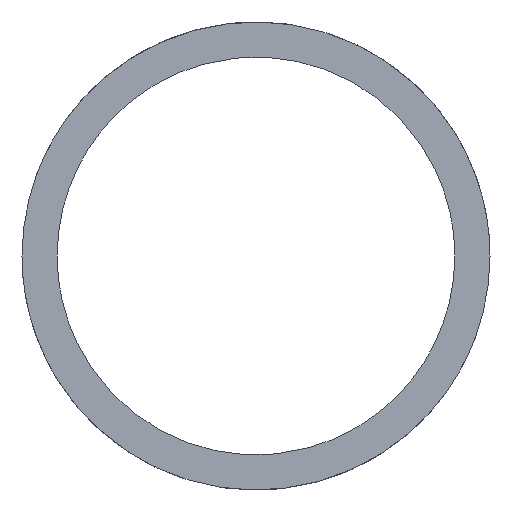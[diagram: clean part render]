
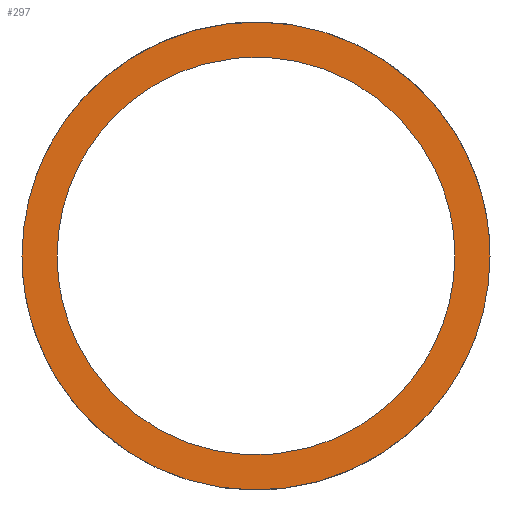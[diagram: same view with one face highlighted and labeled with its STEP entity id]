
A CAD part, front view. The second image highlights one B-rep face of the part: STEP entity #297.
In plain terms, the highlighted planar face has unit normal (0.707, -0.707, 0.006).
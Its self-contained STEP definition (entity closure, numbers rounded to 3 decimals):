
#63=CARTESIAN_POINT('Vertex',(-2293.465,-198.436,-62.)) ;
#112=CARTESIAN_POINT('Vertex',(-2276.465,-181.437,-62.)) ;
#116=CARTESIAN_POINT('Control Point',(-2293.465,-198.436,-62.)) ;
#117=CARTESIAN_POINT('Control Point',(-2293.465,-198.43,-61.178)) ;
#118=CARTESIAN_POINT('Control Point',(-2293.365,-198.324,-60.356)) ;
#119=CARTESIAN_POINT('Control Point',(-2293.167,-198.119,-59.569)) ;
#120=CARTESIAN_POINT('Control Point',(-2292.718,-197.661,-58.384)) ;
#121=CARTESIAN_POINT('Control Point',(-2292.109,-197.043,-57.361)) ;
#122=CARTESIAN_POINT('Control Point',(-2291.854,-196.786,-56.993)) ;
#123=CARTESIAN_POINT('Control Point',(-2291.088,-196.012,-56.023)) ;
#124=CARTESIAN_POINT('Control Point',(-2290.212,-195.13,-55.251)) ;
#125=CARTESIAN_POINT('Control Point',(-2289.614,-194.529,-54.831)) ;
#126=CARTESIAN_POINT('Control Point',(-2288.24,-193.148,-54.061)) ;
#127=CARTESIAN_POINT('Control Point',(-2286.789,-191.694,-53.637)) ;
#128=CARTESIAN_POINT('Control Point',(-2285.98,-190.884,-53.503)) ;
#129=CARTESIAN_POINT('Control Point',(-2283.931,-188.835,-53.405)) ;
#130=CARTESIAN_POINT('Control Point',(-2281.902,-186.81,-53.922)) ;
#131=CARTESIAN_POINT('Control Point',(-2280.716,-185.628,-54.46)) ;
#132=CARTESIAN_POINT('Control Point',(-2279.215,-184.135,-55.522)) ;
#133=CARTESIAN_POINT('Control Point',(-2277.998,-182.931,-57.093)) ;
#134=CARTESIAN_POINT('Control Point',(-2277.716,-182.653,-57.516)) ;
#135=CARTESIAN_POINT('Control Point',(-2277.129,-182.074,-58.564)) ;
#136=CARTESIAN_POINT('Control Point',(-2276.714,-181.668,-59.77)) ;
#137=CARTESIAN_POINT('Control Point',(-2276.548,-181.508,-60.497)) ;
#138=CARTESIAN_POINT('Control Point',(-2276.465,-181.431,-61.249)) ;
#139=CARTESIAN_POINT('Control Point',(-2276.465,-181.437,-62.)) ;
#182=CARTESIAN_POINT('Control Point',(-2276.465,-181.437,-62.)) ;
#183=CARTESIAN_POINT('Control Point',(-2276.465,-181.443,-62.822)) ;
#184=CARTESIAN_POINT('Control Point',(-2276.564,-181.549,-63.644)) ;
#185=CARTESIAN_POINT('Control Point',(-2276.763,-181.754,-64.431)) ;
#186=CARTESIAN_POINT('Control Point',(-2277.211,-182.212,-65.616)) ;
#187=CARTESIAN_POINT('Control Point',(-2277.821,-182.829,-66.639)) ;
#188=CARTESIAN_POINT('Control Point',(-2278.075,-183.087,-67.007)) ;
#189=CARTESIAN_POINT('Control Point',(-2278.841,-183.86,-67.977)) ;
#190=CARTESIAN_POINT('Control Point',(-2279.718,-184.743,-68.749)) ;
#191=CARTESIAN_POINT('Control Point',(-2280.315,-185.344,-69.169)) ;
#192=CARTESIAN_POINT('Control Point',(-2281.69,-186.724,-69.939)) ;
#193=CARTESIAN_POINT('Control Point',(-2283.141,-188.179,-70.363)) ;
#194=CARTESIAN_POINT('Control Point',(-2283.95,-188.989,-70.497)) ;
#195=CARTESIAN_POINT('Control Point',(-2285.998,-191.038,-70.595)) ;
#196=CARTESIAN_POINT('Control Point',(-2288.027,-193.063,-70.078)) ;
#197=CARTESIAN_POINT('Control Point',(-2289.214,-194.245,-69.54)) ;
#198=CARTESIAN_POINT('Control Point',(-2290.715,-195.738,-68.478)) ;
#199=CARTESIAN_POINT('Control Point',(-2291.932,-196.942,-66.907)) ;
#200=CARTESIAN_POINT('Control Point',(-2292.213,-197.22,-66.484)) ;
#201=CARTESIAN_POINT('Control Point',(-2292.8,-197.799,-65.436)) ;
#202=CARTESIAN_POINT('Control Point',(-2293.215,-198.204,-64.23)) ;
#203=CARTESIAN_POINT('Control Point',(-2293.382,-198.365,-63.503)) ;
#204=CARTESIAN_POINT('Control Point',(-2293.465,-198.442,-62.751)) ;
#205=CARTESIAN_POINT('Control Point',(-2293.465,-198.436,-62.)) ;
#216=CARTESIAN_POINT('Axis2P3D Location',(-2284.965,-189.936,-61.999)) ;
#222=CARTESIAN_POINT('Control Point',(-2294.965,-199.936,-62.)) ;
#223=CARTESIAN_POINT('Control Point',(-2294.965,-199.931,-61.363)) ;
#224=CARTESIAN_POINT('Control Point',(-2294.914,-199.875,-60.726)) ;
#225=CARTESIAN_POINT('Control Point',(-2294.813,-199.769,-60.101)) ;
#226=CARTESIAN_POINT('Control Point',(-2294.547,-199.494,-59.009)) ;
#227=CARTESIAN_POINT('Control Point',(-2294.15,-199.089,-58.002)) ;
#228=CARTESIAN_POINT('Control Point',(-2293.949,-198.885,-57.571)) ;
#229=CARTESIAN_POINT('Control Point',(-2293.187,-198.112,-56.158)) ;
#230=CARTESIAN_POINT('Control Point',(-2292.219,-197.135,-54.998)) ;
#231=CARTESIAN_POINT('Control Point',(-2291.464,-196.374,-54.304)) ;
#232=CARTESIAN_POINT('Control Point',(-2289.907,-194.809,-53.184)) ;
#233=CARTESIAN_POINT('Control Point',(-2288.231,-193.127,-52.488)) ;
#234=CARTESIAN_POINT('Control Point',(-2287.397,-192.291,-52.244)) ;
#235=CARTESIAN_POINT('Control Point',(-2285.639,-190.53,-51.924)) ;
#236=CARTESIAN_POINT('Control Point',(-2283.864,-188.756,-51.997)) ;
#237=CARTESIAN_POINT('Control Point',(-2282.945,-187.839,-52.14)) ;
#238=CARTESIAN_POINT('Control Point',(-2281.315,-186.212,-52.59)) ;
#239=CARTESIAN_POINT('Control Point',(-2279.76,-184.664,-53.408)) ;
#240=CARTESIAN_POINT('Control Point',(-2279.091,-183.998,-53.846)) ;
#241=CARTESIAN_POINT('Control Point',(-2278.052,-182.966,-54.689)) ;
#242=CARTESIAN_POINT('Control Point',(-2277.126,-182.048,-55.755)) ;
#243=CARTESIAN_POINT('Control Point',(-2276.79,-181.715,-56.199)) ;
#244=CARTESIAN_POINT('Control Point',(-2276.214,-181.147,-57.084)) ;
#245=CARTESIAN_POINT('Control Point',(-2275.743,-180.684,-58.082)) ;
#246=CARTESIAN_POINT('Control Point',(-2275.552,-180.496,-58.564)) ;
#247=CARTESIAN_POINT('Control Point',(-2275.245,-180.197,-59.517)) ;
#248=CARTESIAN_POINT('Control Point',(-2275.056,-180.016,-60.528)) ;
#249=CARTESIAN_POINT('Control Point',(-2274.995,-179.959,-61.015)) ;
#250=CARTESIAN_POINT('Control Point',(-2274.965,-179.933,-61.508)) ;
#251=CARTESIAN_POINT('Control Point',(-2274.965,-179.937,-62.)) ;
#252=CARTESIAN_POINT('Vertex',(-2294.965,-199.936,-62.)) ;
#254=CARTESIAN_POINT('Vertex',(-2274.965,-179.937,-62.)) ;
#258=CARTESIAN_POINT('Control Point',(-2274.965,-179.937,-62.)) ;
#259=CARTESIAN_POINT('Control Point',(-2274.965,-179.942,-62.637)) ;
#260=CARTESIAN_POINT('Control Point',(-2275.015,-179.997,-63.274)) ;
#261=CARTESIAN_POINT('Control Point',(-2275.117,-180.104,-63.899)) ;
#262=CARTESIAN_POINT('Control Point',(-2275.383,-180.378,-64.991)) ;
#263=CARTESIAN_POINT('Control Point',(-2275.78,-180.783,-65.998)) ;
#264=CARTESIAN_POINT('Control Point',(-2275.981,-180.988,-66.429)) ;
#265=CARTESIAN_POINT('Control Point',(-2276.742,-181.76,-67.842)) ;
#266=CARTESIAN_POINT('Control Point',(-2277.71,-182.738,-69.002)) ;
#267=CARTESIAN_POINT('Control Point',(-2278.466,-183.498,-69.696)) ;
#268=CARTESIAN_POINT('Control Point',(-2280.022,-185.064,-70.816)) ;
#269=CARTESIAN_POINT('Control Point',(-2281.698,-186.745,-71.512)) ;
#270=CARTESIAN_POINT('Control Point',(-2282.532,-187.581,-71.756)) ;
#271=CARTESIAN_POINT('Control Point',(-2284.291,-189.342,-72.076)) ;
#272=CARTESIAN_POINT('Control Point',(-2286.065,-191.116,-72.003)) ;
#273=CARTESIAN_POINT('Control Point',(-2286.984,-192.034,-71.86)) ;
#274=CARTESIAN_POINT('Control Point',(-2288.614,-193.66,-71.41)) ;
#275=CARTESIAN_POINT('Control Point',(-2290.17,-195.209,-70.592)) ;
#276=CARTESIAN_POINT('Control Point',(-2290.839,-195.875,-70.154)) ;
#277=CARTESIAN_POINT('Control Point',(-2291.878,-196.907,-69.311)) ;
#278=CARTESIAN_POINT('Control Point',(-2292.804,-197.825,-68.245)) ;
#279=CARTESIAN_POINT('Control Point',(-2293.14,-198.157,-67.801)) ;
#280=CARTESIAN_POINT('Control Point',(-2293.715,-198.725,-66.916)) ;
#281=CARTESIAN_POINT('Control Point',(-2294.187,-199.189,-65.918)) ;
#282=CARTESIAN_POINT('Control Point',(-2294.378,-199.376,-65.436)) ;
#283=CARTESIAN_POINT('Control Point',(-2294.685,-199.676,-64.483)) ;
#284=CARTESIAN_POINT('Control Point',(-2294.874,-199.857,-63.472)) ;
#285=CARTESIAN_POINT('Control Point',(-2294.934,-199.914,-62.985)) ;
#286=CARTESIAN_POINT('Control Point',(-2294.965,-199.94,-62.492)) ;
#287=CARTESIAN_POINT('Control Point',(-2294.965,-199.936,-62.)) ;
#217=DIRECTION('Axis2P3D Direction',(-0.707,0.707,-0.006)) ;
#218=DIRECTION('Axis2P3D XDirection',(0.008,0.,-1.)) ;
#219=AXIS2_PLACEMENT_3D('Plane Axis2P3D',#216,#217,#218) ;
#290=ORIENTED_EDGE('',*,*,#256,.F.) ;
#291=ORIENTED_EDGE('',*,*,#288,.F.) ;
#294=ORIENTED_EDGE('',*,*,#140,.T.) ;
#295=ORIENTED_EDGE('',*,*,#206,.T.) ;
#296=FACE_BOUND('',#293,.T.) ;
#297=ADVANCED_FACE('Corps principal',(#292,#296),#220,.F.) ;
#115=B_SPLINE_CURVE_WITH_KNOTS('',5,(#116,#117,#118,#119,#120,#121,#122,#123,#124,#125,#126,#127,#128,#129,#130,#131,#132,#133,#134,#135,#136,#137,#138,#139),.UNSPECIFIED.,.F.,.U.,(6,3,3,3,3,3,3,6),(0.,5.814,9.453,16.104,24.218,36.531,40.606,45.918),.UNSPECIFIED.) ;
#181=B_SPLINE_CURVE_WITH_KNOTS('',5,(#182,#183,#184,#185,#186,#187,#188,#189,#190,#191,#192,#193,#194,#195,#196,#197,#198,#199,#200,#201,#202,#203,#204,#205),.UNSPECIFIED.,.F.,.U.,(6,3,3,3,3,3,3,6),(0.,5.814,9.453,16.104,24.218,36.531,40.606,45.918),.UNSPECIFIED.) ;
#221=B_SPLINE_CURVE_WITH_KNOTS('',5,(#222,#223,#224,#225,#226,#227,#228,#229,#230,#231,#232,#233,#234,#235,#236,#237,#238,#239,#240,#241,#242,#243,#244,#245,#246,#247,#248,#249,#250,#251),.UNSPECIFIED.,.F.,.U.,(6,3,3,3,3,3,3,3,3,6),(0.,4.505,8.147,17.079,25.572,34.77,42.092,46.66,50.538,54.019),.UNSPECIFIED.) ;
#257=B_SPLINE_CURVE_WITH_KNOTS('',5,(#258,#259,#260,#261,#262,#263,#264,#265,#266,#267,#268,#269,#270,#271,#272,#273,#274,#275,#276,#277,#278,#279,#280,#281,#282,#283,#284,#285,#286,#287),.UNSPECIFIED.,.F.,.U.,(6,3,3,3,3,3,3,3,3,6),(0.,4.505,8.147,17.079,25.572,34.77,42.092,46.66,50.538,54.019),.UNSPECIFIED.) ;
#140=EDGE_CURVE('',#64,#113,#115,.T.) ;
#206=EDGE_CURVE('',#113,#64,#181,.T.) ;
#256=EDGE_CURVE('',#253,#255,#221,.T.) ;
#288=EDGE_CURVE('',#255,#253,#257,.T.) ;
#289=EDGE_LOOP('',(#290,#291)) ;
#293=EDGE_LOOP('',(#294,#295)) ;
#292=FACE_OUTER_BOUND('',#289,.T.) ;
#220=PLANE('Plane',#219) ;
#64=VERTEX_POINT('',#63) ;
#113=VERTEX_POINT('',#112) ;
#253=VERTEX_POINT('',#252) ;
#255=VERTEX_POINT('',#254) ;
